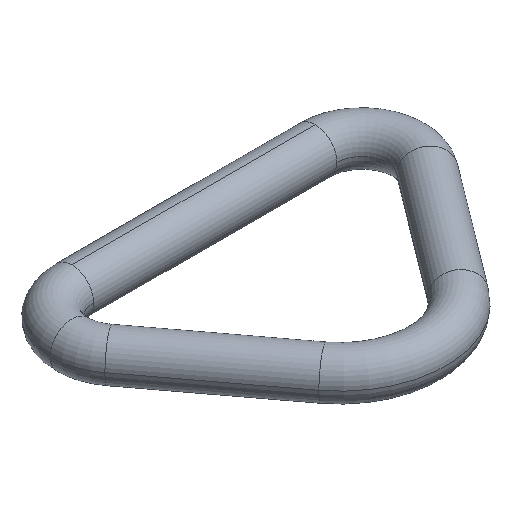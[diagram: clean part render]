
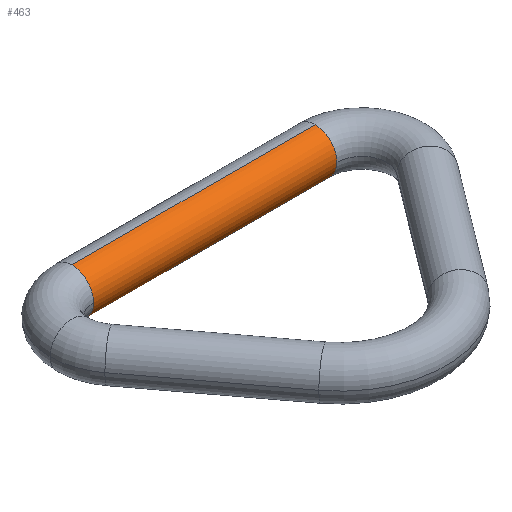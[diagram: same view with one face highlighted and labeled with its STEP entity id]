
A CAD part, isometric view. The second image highlights one B-rep face of the part: STEP entity #463.
In plain terms, the highlighted cylindrical face has radius 3.5 mm (diameter 7 mm), a partial arc.
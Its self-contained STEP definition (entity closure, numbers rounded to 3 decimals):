
#27 = DIRECTION ( 'NONE',  ( -1., 0., 0. ) ) ;
#29 = DIRECTION ( 'NONE',  ( 1., 0., 0. ) ) ;
#30 = CARTESIAN_POINT ( 'NONE',  ( -19.5, 23.5, 3.5 ) ) ;
#32 = DIRECTION ( 'NONE',  ( 0., 0., -1. ) ) ;
#33 = CARTESIAN_POINT ( 'NONE',  ( 19.5, 23.5, 0. ) ) ;
#37 = DIRECTION ( 'NONE',  ( 1., 0., 0. ) ) ;
#40 = CARTESIAN_POINT ( 'NONE',  ( -19.5, 23.5, -3.5 ) ) ;
#76 = DIRECTION ( 'NONE',  ( 0., 0., -1. ) ) ;
#91 = AXIS2_PLACEMENT_3D ( 'NONE', #187, #186, #185 ) ;
#106 = AXIS2_PLACEMENT_3D ( 'NONE', #153, #152, #223 ) ;
#108 = CIRCLE ( 'NONE', #106, 3.5 ) ;
#121 = AXIS2_PLACEMENT_3D ( 'NONE', #236, #235, #76 ) ;
#142 = CIRCLE ( 'NONE', #91, 3.5 ) ;
#146 = AXIS2_PLACEMENT_3D ( 'NONE', #241, #225, #228 ) ;
#148 = CIRCLE ( 'NONE', #146, 3.5 ) ;
#152 = DIRECTION ( 'NONE',  ( -1., 0., 0. ) ) ;
#153 = CARTESIAN_POINT ( 'NONE',  ( -19.5, 23.5, 0. ) ) ;
#185 = DIRECTION ( 'NONE',  ( 0., 0., -1. ) ) ;
#186 = DIRECTION ( 'NONE',  ( -1., 0., 0. ) ) ;
#187 = CARTESIAN_POINT ( 'NONE',  ( -19.5, 23.5, 0. ) ) ;
#195 = CARTESIAN_POINT ( 'NONE',  ( 19.5, 23.5, 3.5 ) ) ;
#196 = CARTESIAN_POINT ( 'NONE',  ( -19.5, 23.5, 3.5 ) ) ;
#199 = CARTESIAN_POINT ( 'NONE',  ( 19.5, 20., 0. ) ) ;
#200 = CARTESIAN_POINT ( 'NONE',  ( 19.5, 23.5, -3.5 ) ) ;
#201 = CARTESIAN_POINT ( 'NONE',  ( -19.5, 23.5, -3.5 ) ) ;
#203 = CARTESIAN_POINT ( 'NONE',  ( -19.5, 20., 0. ) ) ;
#223 = DIRECTION ( 'NONE',  ( 0., 0., -1. ) ) ;
#225 = DIRECTION ( 'NONE',  ( -1., 0., 0. ) ) ;
#228 = DIRECTION ( 'NONE',  ( 0., 0., -1. ) ) ;
#235 = DIRECTION ( 'NONE',  ( 1., 0., 0. ) ) ;
#236 = CARTESIAN_POINT ( 'NONE',  ( -19.5, 23.5, 0. ) ) ;
#241 = CARTESIAN_POINT ( 'NONE',  ( 19.5, 23.5, 0. ) ) ;
#246 = CIRCLE ( 'NONE', #277, 3.5 ) ;
#271 = VECTOR ( 'NONE', #37, 1000. ) ;
#276 = VECTOR ( 'NONE', #29, 1000. ) ;
#277 = AXIS2_PLACEMENT_3D ( 'NONE', #33, #27, #32 ) ;
#282 = LINE ( 'NONE', #40, #271 ) ;
#317 = ORIENTED_EDGE ( 'NONE', *, *, #440, .T. ) ;
#324 = EDGE_LOOP ( 'NONE', ( #329, #393, #327, #390, #317, #367 ) ) ;
#327 = ORIENTED_EDGE ( 'NONE', *, *, #444, .F. ) ;
#329 = ORIENTED_EDGE ( 'NONE', *, *, #475, .F. ) ;
#367 = ORIENTED_EDGE ( 'NONE', *, *, #474, .T. ) ;
#372 = FACE_OUTER_BOUND ( 'NONE', #324, .T. ) ;
#384 = CYLINDRICAL_SURFACE ( 'NONE', #121, 3.5 ) ;
#389 = LINE ( 'NONE', #30, #276 ) ;
#390 = ORIENTED_EDGE ( 'NONE', *, *, #478, .T. ) ;
#393 = ORIENTED_EDGE ( 'NONE', *, *, #458, .F. ) ;
#400 = VERTEX_POINT ( 'NONE', #195 ) ;
#401 = VERTEX_POINT ( 'NONE', #196 ) ;
#407 = VERTEX_POINT ( 'NONE', #199 ) ;
#408 = VERTEX_POINT ( 'NONE', #200 ) ;
#409 = VERTEX_POINT ( 'NONE', #201 ) ;
#411 = VERTEX_POINT ( 'NONE', #203 ) ;
#440 = EDGE_CURVE ( 'NONE', #408, #407, #148, .T. ) ;
#444 = EDGE_CURVE ( 'NONE', #409, #411, #142, .T. ) ;
#458 = EDGE_CURVE ( 'NONE', #411, #401, #108, .T. ) ;
#463 = ADVANCED_FACE ( 'NONE', ( #372 ), #384, .T. ) ;
#474 = EDGE_CURVE ( 'NONE', #407, #400, #246, .T. ) ;
#475 = EDGE_CURVE ( 'NONE', #401, #400, #389, .T. ) ;
#478 = EDGE_CURVE ( 'NONE', #409, #408, #282, .T. ) ;
